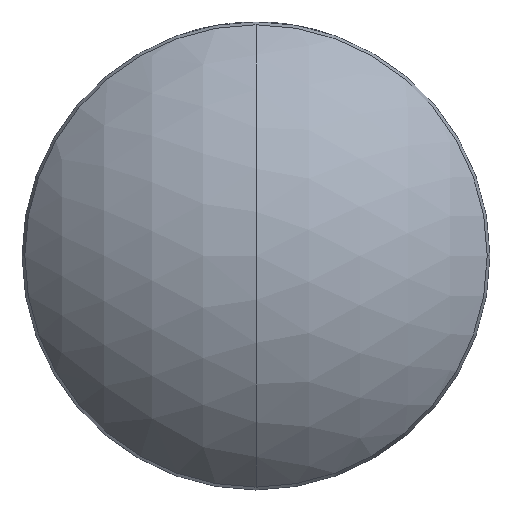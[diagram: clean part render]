
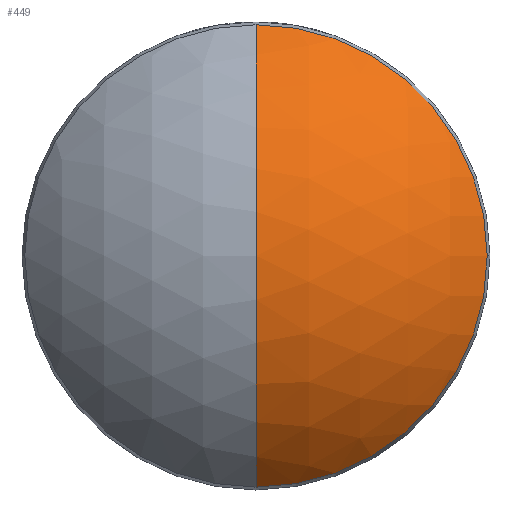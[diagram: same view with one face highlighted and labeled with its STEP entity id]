
A CAD part, top view. The second image highlights one B-rep face of the part: STEP entity #449.
In plain terms, the highlighted spherical face has radius 16.1 mm.
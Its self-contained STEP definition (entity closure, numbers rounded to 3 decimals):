
#135 = CARTESIAN_POINT ( 'NONE',  ( 0., 0., -7.9 ) ) ;
#174 = CARTESIAN_POINT ( 'NONE',  ( 0., -12.548, 2.187 ) ) ;
#278 = EDGE_CURVE ( 'NONE', #1211, #2651, #781, .T. ) ;
#355 = CARTESIAN_POINT ( 'NONE',  ( 12.548, 0., 2.187 ) ) ;
#402 = CARTESIAN_POINT ( 'NONE',  ( 0., 12.548, 2.187 ) ) ;
#449 = ADVANCED_FACE ( 'NONE', ( #1597 ), #2361, .T. ) ;
#560 = CARTESIAN_POINT ( 'NONE',  ( 0., 0., -7.9 ) ) ;
#561 = EDGE_LOOP ( 'NONE', ( #1768, #2522, #1968, #1036 ) ) ;
#573 = DIRECTION ( 'NONE',  ( -1., 0., 0. ) ) ;
#580 = CARTESIAN_POINT ( 'NONE',  ( 0., 0., 8.2 ) ) ;
#661 = EDGE_CURVE ( 'NONE', #789, #2651, #1337, .T. ) ;
#781 = CIRCLE ( 'NONE', #1571, 12.548 ) ;
#789 = VERTEX_POINT ( 'NONE', #580 ) ;
#834 = DIRECTION ( 'NONE',  ( -1., 0., 0. ) ) ;
#866 = AXIS2_PLACEMENT_3D ( 'NONE', #1910, #1746, #1085 ) ;
#873 = DIRECTION ( 'NONE',  ( 0., 0., 1. ) ) ;
#897 = CARTESIAN_POINT ( 'NONE',  ( 0., 0., 2.187 ) ) ;
#1034 = DIRECTION ( 'NONE',  ( 0., 0., 1. ) ) ;
#1036 = ORIENTED_EDGE ( 'NONE', *, *, #278, .T. ) ;
#1085 = DIRECTION ( 'NONE',  ( 0., 1., 0. ) ) ;
#1181 = DIRECTION ( 'NONE',  ( 0., 0., 1. ) ) ;
#1211 = VERTEX_POINT ( 'NONE', #355 ) ;
#1337 = CIRCLE ( 'NONE', #1772, 16.1 ) ;
#1571 = AXIS2_PLACEMENT_3D ( 'NONE', #897, #873, #1749 ) ;
#1578 = CIRCLE ( 'NONE', #1786, 12.548 ) ;
#1597 = FACE_OUTER_BOUND ( 'NONE', #561, .T. ) ;
#1680 = CIRCLE ( 'NONE', #1943, 16.1 ) ;
#1746 = DIRECTION ( 'NONE',  ( 1., 0., 0. ) ) ;
#1749 = DIRECTION ( 'NONE',  ( -1., 0., 0. ) ) ;
#1768 = ORIENTED_EDGE ( 'NONE', *, *, #661, .F. ) ;
#1772 = AXIS2_PLACEMENT_3D ( 'NONE', #135, #573, #1181 ) ;
#1786 = AXIS2_PLACEMENT_3D ( 'NONE', #2298, #1034, #834 ) ;
#1886 = DIRECTION ( 'NONE',  ( 0., 1., 0. ) ) ;
#1910 = CARTESIAN_POINT ( 'NONE',  ( 0., 0., -7.9 ) ) ;
#1943 = AXIS2_PLACEMENT_3D ( 'NONE', #560, #2239, #1886 ) ;
#1968 = ORIENTED_EDGE ( 'NONE', *, *, #2237, .T. ) ;
#2016 = EDGE_CURVE ( 'NONE', #789, #2111, #1680, .T. ) ;
#2111 = VERTEX_POINT ( 'NONE', #174 ) ;
#2237 = EDGE_CURVE ( 'NONE', #2111, #1211, #1578, .T. ) ;
#2239 = DIRECTION ( 'NONE',  ( 1., 0., 0. ) ) ;
#2298 = CARTESIAN_POINT ( 'NONE',  ( 0., 0., 2.187 ) ) ;
#2361 = SPHERICAL_SURFACE ( 'NONE', #866, 16.1 ) ;
#2522 = ORIENTED_EDGE ( 'NONE', *, *, #2016, .T. ) ;
#2651 = VERTEX_POINT ( 'NONE', #402 ) ;
